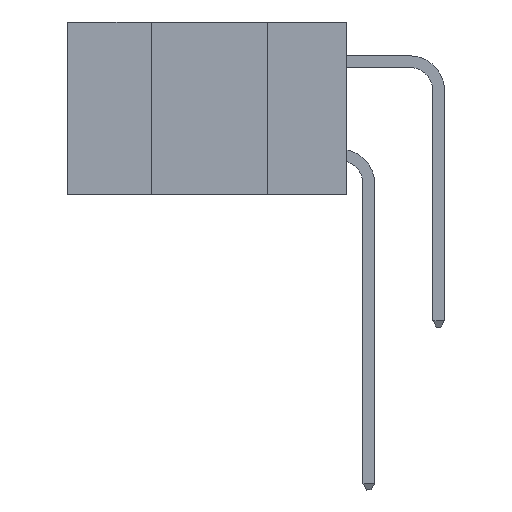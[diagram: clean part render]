
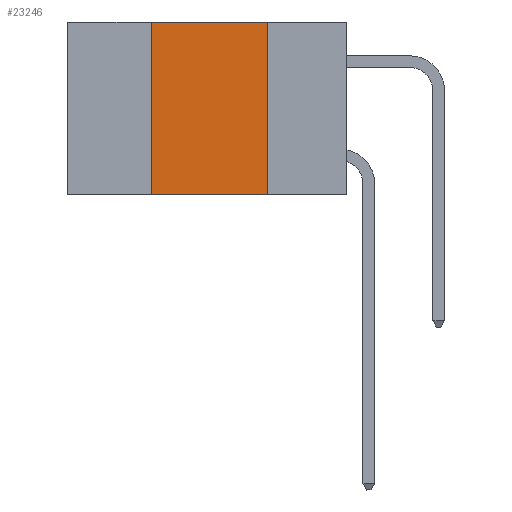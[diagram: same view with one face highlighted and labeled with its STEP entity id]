
A CAD part, left-side view. The second image highlights one B-rep face of the part: STEP entity #23246.
In plain terms, the highlighted planar face has unit normal (-1, 0, 0).
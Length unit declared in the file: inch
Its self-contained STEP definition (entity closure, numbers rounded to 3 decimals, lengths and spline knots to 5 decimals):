
#2129 = VERTEX_POINT ( 'NONE', #36559 ) ;
#2372 = DIRECTION ( 'NONE',  ( 0., -1., 0. ) ) ;
#2435 = EDGE_CURVE ( 'NONE', #8223, #18042, #39179, .T. ) ;
#3073 = DIRECTION ( 'NONE',  ( 0., -1., 0. ) ) ;
#3474 = AXIS2_PLACEMENT_3D ( 'NONE', #21835, #7764, #32432 ) ;
#3507 = EDGE_CURVE ( 'NONE', #4982, #2129, #23083, .T. ) ;
#4297 = VECTOR ( 'NONE', #2372, 39.37008 ) ;
#4489 = LINE ( 'NONE', #29969, #33709 ) ;
#4982 = VERTEX_POINT ( 'NONE', #31100 ) ;
#6909 = CARTESIAN_POINT ( 'NONE',  ( 0., 0.17, 0. ) ) ;
#7764 = DIRECTION ( 'NONE',  ( 1., 0., 0. ) ) ;
#8223 = VERTEX_POINT ( 'NONE', #22407 ) ;
#8826 = DIRECTION ( 'NONE',  ( 0., 0., 1. ) ) ;
#10176 = ORIENTED_EDGE ( 'NONE', *, *, #29536, .F. ) ;
#12350 = ORIENTED_EDGE ( 'NONE', *, *, #2435, .F. ) ;
#13618 = FACE_OUTER_BOUND ( 'NONE', #30824, .T. ) ;
#17752 = EDGE_CURVE ( 'NONE', #4982, #8223, #4489, .T. ) ;
#18042 = VERTEX_POINT ( 'NONE', #24423 ) ;
#20137 = ORIENTED_EDGE ( 'NONE', *, *, #3507, .T. ) ;
#21835 = CARTESIAN_POINT ( 'NONE',  ( 0., 0.6, 0. ) ) ;
#21932 = LINE ( 'NONE', #6909, #40696 ) ;
#22407 = CARTESIAN_POINT ( 'NONE',  ( 0., 0.42, 0. ) ) ;
#23083 = LINE ( 'NONE', #33973, #4297 ) ;
#23246 = ADVANCED_FACE ( 'NONE', ( #13618 ), #28927, .F. ) ;
#24423 = CARTESIAN_POINT ( 'NONE',  ( 0., 0.17, 0. ) ) ;
#25086 = ORIENTED_EDGE ( 'NONE', *, *, #17752, .F. ) ;
#27784 = CARTESIAN_POINT ( 'NONE',  ( 0., 0.6, 0. ) ) ;
#28927 = PLANE ( 'NONE',  #3474 ) ;
#29536 = EDGE_CURVE ( 'NONE', #18042, #2129, #21932, .T. ) ;
#29969 = CARTESIAN_POINT ( 'NONE',  ( 0., 0.42, 0. ) ) ;
#30824 = EDGE_LOOP ( 'NONE', ( #10176, #12350, #25086, #20137 ) ) ;
#30886 = VECTOR ( 'NONE', #3073, 39.37008 ) ;
#31100 = CARTESIAN_POINT ( 'NONE',  ( 0., 0.42, -0.37 ) ) ;
#32432 = DIRECTION ( 'NONE',  ( 0., 0., -1. ) ) ;
#33709 = VECTOR ( 'NONE', #8826, 39.37008 ) ;
#33973 = CARTESIAN_POINT ( 'NONE',  ( 0., 0.6, -0.37 ) ) ;
#35106 = DIRECTION ( 'NONE',  ( 0., 0., -1. ) ) ;
#36559 = CARTESIAN_POINT ( 'NONE',  ( 0., 0.17, -0.37 ) ) ;
#39179 = LINE ( 'NONE', #27784, #30886 ) ;
#40696 = VECTOR ( 'NONE', #35106, 39.37008 ) ;
